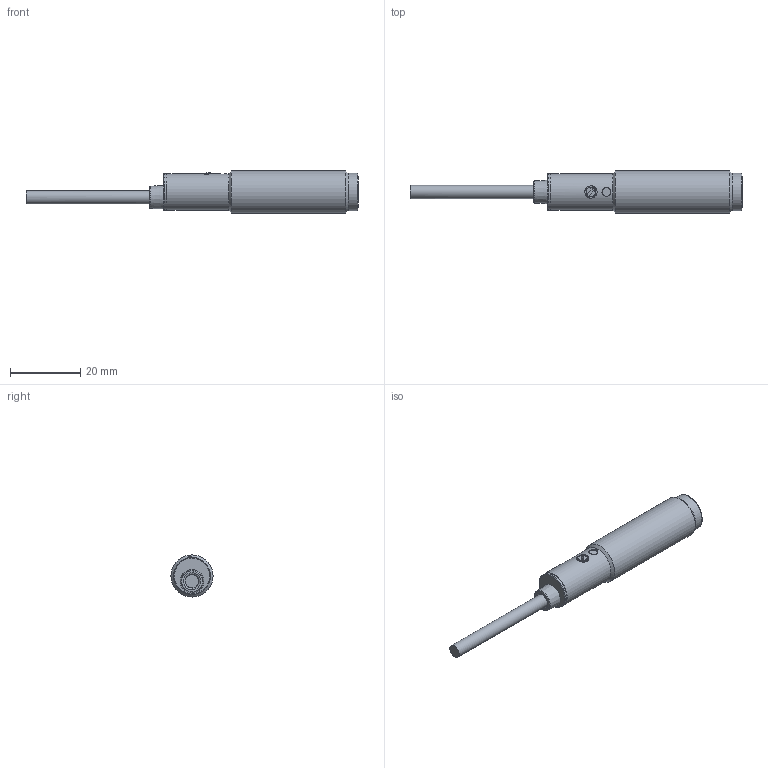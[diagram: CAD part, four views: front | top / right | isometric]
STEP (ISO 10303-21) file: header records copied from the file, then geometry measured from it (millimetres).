
FILE_DESCRIPTION (( 'STEP AP214' ), '1' );
FILE_NAME ('DME_1A_fig.STEP', '2024-07-30T09:37:05', ( '' ), ( '' ), 'SwSTEP 2.0', 'SolidWorks 2023', '' );
FILE_SCHEMA (( 'AUTOMOTIVE_DESIGN' ));
Length unit declared in the file: inch
Products named in the file (1): DME_1A_fig
Bounding box: 94.5 x 12 x 12 mm (x, y, z)
Volume: 6118.3 mm3; surface area: 2860.5 mm2
Topology: 1 solids, 2 shells, 48 faces, 99 edges, 67 vertices
Faces by surface type: plane 25, cylinder 13, bspline 5, cone 5
Full cylindrical faces by diameter (mm): 2.5 x2, 2.7 x1, 3 x1, 3.5 x2, 3.75 x1, 3.85 x1, 7 x1, 10.5 x2, 10.6 x1, 12 x1
Entity records: 1288 total; most frequent: CARTESIAN_POINT 408, DIRECTION 178, ORIENTED_EDGE 130, EDGE_LOOP 82, AXIS2_PLACEMENT_3D 75, EDGE_CURVE 65, FACE_OUTER_BOUND 65, VERTEX_POINT 55
